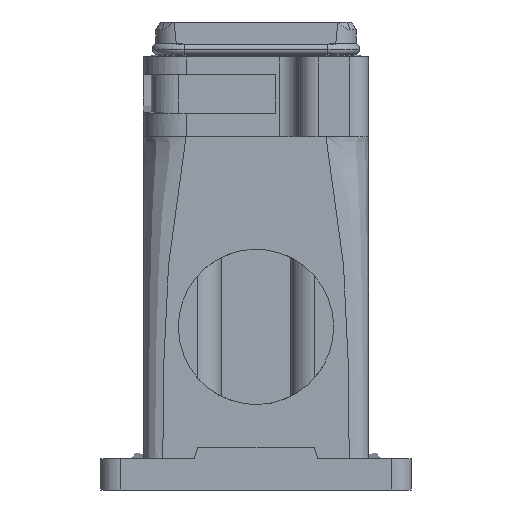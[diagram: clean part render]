
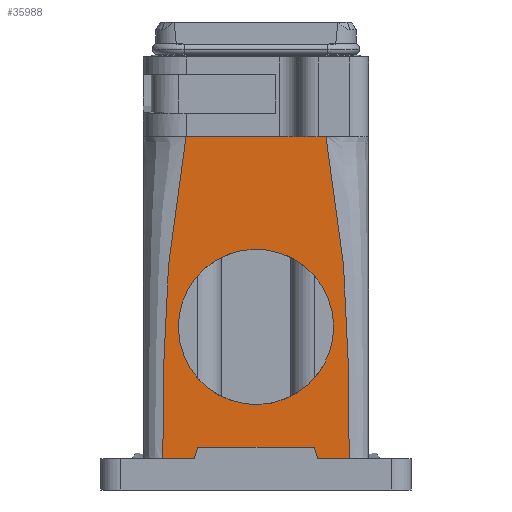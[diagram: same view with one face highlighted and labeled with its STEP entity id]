
A CAD part, front view. The second image highlights one B-rep face of the part: STEP entity #35988.
In plain terms, the highlighted planar face has unit normal (0, -1, 0).
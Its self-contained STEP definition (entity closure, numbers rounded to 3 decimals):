
#35958=AXIS2_PLACEMENT_3D('Plane Axis2P3D',#35955,#35956,#35957) ;
#35972=AXIS2_PLACEMENT_3D('Circle Axis2P3D',#35970,#35971,$) ;
#35981=AXIS2_PLACEMENT_3D('Circle Axis2P3D',#35979,#35980,$) ;
#33963=CARTESIAN_POINT('Vertex',(64.,30.,8.)) ;
#33966=CARTESIAN_POINT('Line Origine',(59.969,30.,8.)) ;
#33970=CARTESIAN_POINT('Vertex',(55.938,30.,8.)) ;
#33999=CARTESIAN_POINT('Vertex',(24.063,30.,8.)) ;
#34002=CARTESIAN_POINT('Line Origine',(20.031,30.,8.)) ;
#34006=CARTESIAN_POINT('Vertex',(16.,30.,8.)) ;
#34043=CARTESIAN_POINT('Line Origine',(24.531,30.,9.5)) ;
#34047=CARTESIAN_POINT('Vertex',(25.,30.,11.)) ;
#34062=CARTESIAN_POINT('Line Origine',(40.,30.,11.)) ;
#34066=CARTESIAN_POINT('Vertex',(55.,30.,11.)) ;
#34097=CARTESIAN_POINT('Vertex',(22.,30.,91.)) ;
#34100=CARTESIAN_POINT('Line Origine',(40.,30.,91.)) ;
#34104=CARTESIAN_POINT('Vertex',(58.,30.,91.)) ;
#34655=CARTESIAN_POINT('Control Point',(22.,30.,91.)) ;
#34656=CARTESIAN_POINT('Control Point',(22.,30.,90.714)) ;
#34657=CARTESIAN_POINT('Control Point',(22.,30.,90.438)) ;
#34658=CARTESIAN_POINT('Control Point',(21.999,30.,90.182)) ;
#34659=CARTESIAN_POINT('Control Point',(21.995,30.,89.571)) ;
#34660=CARTESIAN_POINT('Control Point',(21.982,30.,88.96)) ;
#34661=CARTESIAN_POINT('Control Point',(21.972,30.,88.638)) ;
#34662=CARTESIAN_POINT('Control Point',(21.889,30.,86.691)) ;
#34663=CARTESIAN_POINT('Control Point',(21.662,30.,84.749)) ;
#34664=CARTESIAN_POINT('Control Point',(21.331,30.,83.131)) ;
#34665=CARTESIAN_POINT('Control Point',(20.696,30.,80.515)) ;
#34666=CARTESIAN_POINT('Control Point',(20.049,30.,77.9)) ;
#34667=CARTESIAN_POINT('Control Point',(19.809,30.,76.874)) ;
#34668=CARTESIAN_POINT('Control Point',(19.525,30.,75.505)) ;
#34669=CARTESIAN_POINT('Control Point',(19.285,30.,74.131)) ;
#34670=CARTESIAN_POINT('Control Point',(19.228,30.,73.787)) ;
#34671=CARTESIAN_POINT('Control Point',(19.12,30.,73.107)) ;
#34672=CARTESIAN_POINT('Control Point',(19.02,30.,72.427)) ;
#34673=CARTESIAN_POINT('Control Point',(18.965,30.,72.045)) ;
#34674=CARTESIAN_POINT('Control Point',(17.978,30.,65.049)) ;
#34675=CARTESIAN_POINT('Control Point',(17.402,30.,58.016)) ;
#34676=CARTESIAN_POINT('Control Point',(16.985,30.,51.276)) ;
#34677=CARTESIAN_POINT('Control Point',(16.384,30.,38.769)) ;
#34678=CARTESIAN_POINT('Control Point',(16.085,30.,26.256)) ;
#34679=CARTESIAN_POINT('Control Point',(16.006,30.,20.443)) ;
#34680=CARTESIAN_POINT('Control Point',(16.,30.,14.487)) ;
#34681=CARTESIAN_POINT('Control Point',(16.,30.,8.532)) ;
#34682=CARTESIAN_POINT('Control Point',(16.,30.,8.374)) ;
#34683=CARTESIAN_POINT('Control Point',(16.,30.,8.197)) ;
#34684=CARTESIAN_POINT('Control Point',(16.,30.,8.)) ;
#34693=CARTESIAN_POINT('Line Origine',(55.469,30.,9.5)) ;
#35220=CARTESIAN_POINT('Control Point',(58.,30.,91.)) ;
#35221=CARTESIAN_POINT('Control Point',(58.,30.,90.707)) ;
#35222=CARTESIAN_POINT('Control Point',(58.,30.,90.42)) ;
#35223=CARTESIAN_POINT('Control Point',(58.001,30.,90.157)) ;
#35224=CARTESIAN_POINT('Control Point',(58.006,30.,89.545)) ;
#35225=CARTESIAN_POINT('Control Point',(58.02,30.,88.934)) ;
#35226=CARTESIAN_POINT('Control Point',(58.03,30.,88.618)) ;
#35227=CARTESIAN_POINT('Control Point',(58.086,30.,87.387)) ;
#35228=CARTESIAN_POINT('Control Point',(58.201,30.,86.159)) ;
#35229=CARTESIAN_POINT('Control Point',(58.327,30.,85.25)) ;
#35230=CARTESIAN_POINT('Control Point',(58.608,30.,83.663)) ;
#35231=CARTESIAN_POINT('Control Point',(58.964,30.,82.087)) ;
#35232=CARTESIAN_POINT('Control Point',(59.127,30.,81.412)) ;
#35233=CARTESIAN_POINT('Control Point',(59.551,30.,79.704)) ;
#35234=CARTESIAN_POINT('Control Point',(59.979,30.,77.997)) ;
#35235=CARTESIAN_POINT('Control Point',(60.224,30.,76.959)) ;
#35236=CARTESIAN_POINT('Control Point',(60.509,30.,75.575)) ;
#35237=CARTESIAN_POINT('Control Point',(60.747,30.,74.186)) ;
#35238=CARTESIAN_POINT('Control Point',(60.804,30.,73.841)) ;
#35239=CARTESIAN_POINT('Control Point',(60.911,30.,73.155)) ;
#35240=CARTESIAN_POINT('Control Point',(61.011,30.,72.468)) ;
#35241=CARTESIAN_POINT('Control Point',(61.063,30.,72.099)) ;
#35242=CARTESIAN_POINT('Control Point',(62.042,30.,65.089)) ;
#35243=CARTESIAN_POINT('Control Point',(62.611,30.,58.041)) ;
#35244=CARTESIAN_POINT('Control Point',(63.023,30.,51.293)) ;
#35245=CARTESIAN_POINT('Control Point',(63.618,30.,38.778)) ;
#35246=CARTESIAN_POINT('Control Point',(63.916,30.,26.256)) ;
#35247=CARTESIAN_POINT('Control Point',(63.994,30.,20.443)) ;
#35248=CARTESIAN_POINT('Control Point',(64.,30.,14.488)) ;
#35249=CARTESIAN_POINT('Control Point',(64.,30.,8.532)) ;
#35250=CARTESIAN_POINT('Control Point',(64.,30.,8.374)) ;
#35251=CARTESIAN_POINT('Control Point',(64.,30.,8.197)) ;
#35252=CARTESIAN_POINT('Control Point',(64.,30.,8.)) ;
#35955=CARTESIAN_POINT('Axis2P3D Location',(69.,30.,8.)) ;
#35970=CARTESIAN_POINT('Axis2P3D Location',(40.,30.,42.)) ;
#35974=CARTESIAN_POINT('Vertex',(22.448,30.,51.589)) ;
#35976=CARTESIAN_POINT('Vertex',(57.552,30.,32.411)) ;
#35979=CARTESIAN_POINT('Axis2P3D Location',(40.,30.,42.)) ;
#33967=DIRECTION('Vector Direction',(-1.,0.,0.)) ;
#34003=DIRECTION('Vector Direction',(-1.,0.,0.)) ;
#34044=DIRECTION('Vector Direction',(0.298,0.,0.954)) ;
#34063=DIRECTION('Vector Direction',(1.,0.,0.)) ;
#34101=DIRECTION('Vector Direction',(-1.,0.,0.)) ;
#34694=DIRECTION('Vector Direction',(-0.298,0.,0.954)) ;
#35956=DIRECTION('Axis2P3D Direction',(0.,1.,0.)) ;
#35957=DIRECTION('Axis2P3D XDirection',(-1.,0.,0.)) ;
#35971=DIRECTION('Axis2P3D Direction',(0.,1.,0.)) ;
#35980=DIRECTION('Axis2P3D Direction',(0.,1.,0.)) ;
#33968=VECTOR('Line Direction',#33967,1.) ;
#34004=VECTOR('Line Direction',#34003,1.) ;
#34045=VECTOR('Line Direction',#34044,1.) ;
#34064=VECTOR('Line Direction',#34063,1.) ;
#34102=VECTOR('Line Direction',#34101,1.) ;
#34695=VECTOR('Line Direction',#34694,1.) ;
#35961=ORIENTED_EDGE('',*,*,#35253,.T.) ;
#35962=ORIENTED_EDGE('',*,*,#34106,.F.) ;
#35963=ORIENTED_EDGE('',*,*,#34685,.F.) ;
#35964=ORIENTED_EDGE('',*,*,#34008,.T.) ;
#35965=ORIENTED_EDGE('',*,*,#34049,.T.) ;
#35966=ORIENTED_EDGE('',*,*,#34068,.T.) ;
#35967=ORIENTED_EDGE('',*,*,#34697,.F.) ;
#35968=ORIENTED_EDGE('',*,*,#33972,.T.) ;
#35985=ORIENTED_EDGE('',*,*,#35978,.T.) ;
#35986=ORIENTED_EDGE('',*,*,#35983,.T.) ;
#35987=FACE_BOUND('',#35984,.T.) ;
#35988=ADVANCED_FACE('Housing',(#35969,#35987),#35959,.F.) ;
#34654=B_SPLINE_CURVE_WITH_KNOTS('',5,(#34655,#34656,#34657,#34658,#34659,#34660,#34661,#34662,#34663,#34664,#34665,#34666,#34667,#34668,#34669,#34670,#34671,#34672,#34673,#34674,#34675,#34676,#34677,#34678,#34679,#34680,#34681,#34682,#34683,#34684),.UNSPECIFIED.,.F.,.U.,(6,3,3,3,3,3,3,3,3,6),(28.754,31.261,34.048,48.131,57.148,60.155,63.082,121.141,171.47,172.719),.UNSPECIFIED.) ;
#35219=B_SPLINE_CURVE_WITH_KNOTS('',5,(#35220,#35221,#35222,#35223,#35224,#35225,#35226,#35227,#35228,#35229,#35230,#35231,#35232,#35233,#35234,#35235,#35236,#35237,#35238,#35239,#35240,#35241,#35242,#35243,#35244,#35245,#35246,#35247,#35248,#35249,#35250,#35251,#35252),.UNSPECIFIED.,.F.,.U.,(6,3,3,3,3,3,3,3,3,3,6),(28.753,31.308,34.048,41.968,47.928,57.056,60.076,63.046,121.177,171.506,172.756),.UNSPECIFIED.) ;
#35973=CIRCLE('generated circle',#35972,20.) ;
#35982=CIRCLE('generated circle',#35981,20.) ;
#33972=EDGE_CURVE('',#33971,#33964,#33969,.F.) ;
#34008=EDGE_CURVE('',#34007,#34000,#34005,.F.) ;
#34049=EDGE_CURVE('',#34000,#34048,#34046,.T.) ;
#34068=EDGE_CURVE('',#34048,#34067,#34065,.T.) ;
#34106=EDGE_CURVE('',#34098,#34105,#34103,.F.) ;
#34685=EDGE_CURVE('',#34007,#34098,#34654,.F.) ;
#34697=EDGE_CURVE('',#33971,#34067,#34696,.T.) ;
#35253=EDGE_CURVE('',#33964,#34105,#35219,.F.) ;
#35978=EDGE_CURVE('',#35975,#35977,#35973,.T.) ;
#35983=EDGE_CURVE('',#35977,#35975,#35982,.T.) ;
#35960=EDGE_LOOP('',(#35961,#35962,#35963,#35964,#35965,#35966,#35967,#35968)) ;
#35984=EDGE_LOOP('',(#35985,#35986)) ;
#35969=FACE_OUTER_BOUND('',#35960,.T.) ;
#33969=LINE('Line',#33966,#33968) ;
#34005=LINE('Line',#34002,#34004) ;
#34046=LINE('Line',#34043,#34045) ;
#34065=LINE('Line',#34062,#34064) ;
#34103=LINE('Line',#34100,#34102) ;
#34696=LINE('Line',#34693,#34695) ;
#35959=PLANE('',#35958) ;
#33964=VERTEX_POINT('',#33963) ;
#33971=VERTEX_POINT('',#33970) ;
#34000=VERTEX_POINT('',#33999) ;
#34007=VERTEX_POINT('',#34006) ;
#34048=VERTEX_POINT('',#34047) ;
#34067=VERTEX_POINT('',#34066) ;
#34098=VERTEX_POINT('',#34097) ;
#34105=VERTEX_POINT('',#34104) ;
#35975=VERTEX_POINT('',#35974) ;
#35977=VERTEX_POINT('',#35976) ;
